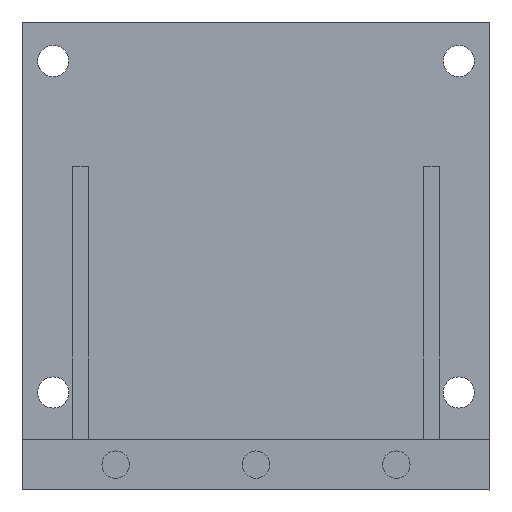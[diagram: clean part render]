
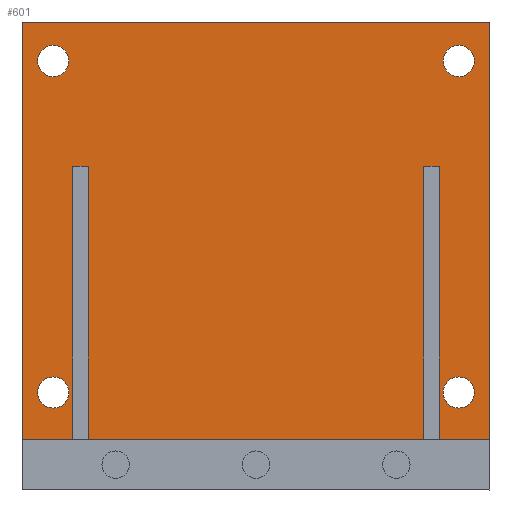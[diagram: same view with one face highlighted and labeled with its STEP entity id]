
A CAD part, front view. The second image highlights one B-rep face of the part: STEP entity #601.
In plain terms, the highlighted planar face has unit normal (0, -1, 0).
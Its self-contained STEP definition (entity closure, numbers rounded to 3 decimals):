
#30=FACE_BOUND('',#127,.T.);
#31=FACE_BOUND('',#128,.T.);
#32=FACE_BOUND('',#129,.T.);
#33=FACE_BOUND('',#130,.T.);
#56=PLANE('',#785);
#86=FACE_OUTER_BOUND('',#126,.T.);
#126=EDGE_LOOP('',(#516,#517,#518,#519,#520,#521,#522,#523,#524,#525,#526,
#527));
#127=EDGE_LOOP('',(#528));
#128=EDGE_LOOP('',(#529));
#129=EDGE_LOOP('',(#530));
#130=EDGE_LOOP('',(#531));
#155=LINE('',#1056,#209);
#159=LINE('',#1064,#213);
#162=LINE('',#1070,#216);
#166=LINE('',#1079,#220);
#170=LINE('',#1087,#224);
#173=LINE('',#1093,#227);
#177=LINE('',#1101,#231);
#181=LINE('',#1108,#235);
#182=LINE('',#1109,#236);
#183=LINE('',#1115,#237);
#190=LINE('',#1128,#244);
#191=LINE('',#1129,#245);
#209=VECTOR('',#887,10.);
#213=VECTOR('',#893,10.);
#216=VECTOR('',#898,10.);
#220=VECTOR('',#906,10.);
#224=VECTOR('',#912,10.);
#227=VECTOR('',#917,10.);
#231=VECTOR('',#925,10.);
#235=VECTOR('',#929,10.);
#236=VECTOR('',#930,10.);
#237=VECTOR('',#935,10.);
#244=VECTOR('',#946,10.);
#245=VECTOR('',#947,10.);
#266=CIRCLE('',#762,2.);
#268=CIRCLE('',#765,2.);
#270=CIRCLE('',#768,2.);
#272=CIRCLE('',#771,2.);
#292=VERTEX_POINT('',#1030);
#294=VERTEX_POINT('',#1036);
#296=VERTEX_POINT('',#1042);
#298=VERTEX_POINT('',#1048);
#300=VERTEX_POINT('',#1054);
#301=VERTEX_POINT('',#1055);
#304=VERTEX_POINT('',#1063);
#306=VERTEX_POINT('',#1069);
#308=VERTEX_POINT('',#1077);
#309=VERTEX_POINT('',#1078);
#312=VERTEX_POINT('',#1086);
#314=VERTEX_POINT('',#1092);
#316=VERTEX_POINT('',#1100);
#319=VERTEX_POINT('',#1106);
#321=VERTEX_POINT('',#1113);
#322=VERTEX_POINT('',#1114);
#351=EDGE_CURVE('',#292,#292,#266,.T.);
#354=EDGE_CURVE('',#294,#294,#268,.T.);
#357=EDGE_CURVE('',#296,#296,#270,.T.);
#360=EDGE_CURVE('',#298,#298,#272,.T.);
#363=EDGE_CURVE('',#300,#301,#155,.T.);
#367=EDGE_CURVE('',#301,#304,#159,.T.);
#370=EDGE_CURVE('',#306,#300,#162,.T.);
#374=EDGE_CURVE('',#308,#309,#166,.T.);
#378=EDGE_CURVE('',#309,#312,#170,.T.);
#381=EDGE_CURVE('',#314,#308,#173,.T.);
#385=EDGE_CURVE('',#316,#306,#177,.T.);
#389=EDGE_CURVE('',#312,#319,#181,.T.);
#390=EDGE_CURVE('',#304,#314,#182,.T.);
#392=EDGE_CURVE('',#321,#322,#183,.T.);
#399=EDGE_CURVE('',#322,#319,#190,.T.);
#400=EDGE_CURVE('',#316,#321,#191,.T.);
#516=ORIENTED_EDGE('',*,*,#367,.T.);
#517=ORIENTED_EDGE('',*,*,#390,.T.);
#518=ORIENTED_EDGE('',*,*,#381,.T.);
#519=ORIENTED_EDGE('',*,*,#374,.T.);
#520=ORIENTED_EDGE('',*,*,#378,.T.);
#521=ORIENTED_EDGE('',*,*,#389,.T.);
#522=ORIENTED_EDGE('',*,*,#399,.F.);
#523=ORIENTED_EDGE('',*,*,#392,.F.);
#524=ORIENTED_EDGE('',*,*,#400,.F.);
#525=ORIENTED_EDGE('',*,*,#385,.T.);
#526=ORIENTED_EDGE('',*,*,#370,.T.);
#527=ORIENTED_EDGE('',*,*,#363,.T.);
#528=ORIENTED_EDGE('',*,*,#351,.T.);
#529=ORIENTED_EDGE('',*,*,#354,.T.);
#530=ORIENTED_EDGE('',*,*,#357,.T.);
#531=ORIENTED_EDGE('',*,*,#360,.T.);
#601=ADVANCED_FACE('',(#86,#30,#31,#32,#33),#56,.F.);
#762=AXIS2_PLACEMENT_3D('',#1031,#859,#860);
#765=AXIS2_PLACEMENT_3D('',#1037,#866,#867);
#768=AXIS2_PLACEMENT_3D('',#1043,#873,#874);
#771=AXIS2_PLACEMENT_3D('',#1049,#880,#881);
#785=AXIS2_PLACEMENT_3D('',#1127,#944,#945);
#859=DIRECTION('center_axis',(0.,1.,0.));
#860=DIRECTION('ref_axis',(1.,0.,0.));
#866=DIRECTION('center_axis',(0.,1.,0.));
#867=DIRECTION('ref_axis',(1.,0.,0.));
#873=DIRECTION('center_axis',(0.,1.,0.));
#874=DIRECTION('ref_axis',(1.,0.,0.));
#880=DIRECTION('center_axis',(0.,1.,0.));
#881=DIRECTION('ref_axis',(1.,0.,0.));
#887=DIRECTION('',(1.,0.,0.));
#893=DIRECTION('',(0.,0.,-1.));
#898=DIRECTION('',(0.,0.,1.));
#906=DIRECTION('',(1.,0.,0.));
#912=DIRECTION('',(0.,0.,-1.));
#917=DIRECTION('',(0.,0.,1.));
#925=DIRECTION('',(1.,0.,0.));
#929=DIRECTION('',(1.,0.,0.));
#930=DIRECTION('',(1.,0.,0.));
#935=DIRECTION('',(1.,0.,0.));
#944=DIRECTION('center_axis',(0.,1.,0.));
#945=DIRECTION('ref_axis',(0.,0.,1.));
#946=DIRECTION('',(0.,0.,-1.));
#947=DIRECTION('',(0.,0.,1.));
#1030=CARTESIAN_POINT('',(-16.87,-152.335,215.95));
#1031=CARTESIAN_POINT('Origin',(-14.87,-152.335,215.95));
#1036=CARTESIAN_POINT('',(-68.87,-152.335,173.45));
#1037=CARTESIAN_POINT('Origin',(-66.87,-152.335,173.45));
#1042=CARTESIAN_POINT('',(-16.87,-152.335,173.45));
#1043=CARTESIAN_POINT('Origin',(-14.87,-152.335,173.45));
#1048=CARTESIAN_POINT('',(-68.87,-152.335,215.95));
#1049=CARTESIAN_POINT('Origin',(-66.87,-152.335,215.95));
#1054=CARTESIAN_POINT('',(-64.37,-152.335,202.45));
#1055=CARTESIAN_POINT('',(-62.37,-152.335,202.45));
#1056=CARTESIAN_POINT('',(-51.62,-152.335,202.45));
#1063=CARTESIAN_POINT('',(-62.37,-152.335,167.45));
#1064=CARTESIAN_POINT('',(-62.37,-152.335,179.2));
#1069=CARTESIAN_POINT('',(-64.37,-152.335,167.45));
#1070=CARTESIAN_POINT('',(-64.37,-152.335,196.7));
#1077=CARTESIAN_POINT('',(-19.37,-152.335,202.45));
#1078=CARTESIAN_POINT('',(-17.37,-152.335,202.45));
#1079=CARTESIAN_POINT('',(-29.12,-152.335,202.45));
#1086=CARTESIAN_POINT('',(-17.37,-152.335,167.45));
#1087=CARTESIAN_POINT('',(-17.37,-152.335,179.2));
#1092=CARTESIAN_POINT('',(-19.37,-152.335,167.45));
#1093=CARTESIAN_POINT('',(-19.37,-152.335,196.7));
#1100=CARTESIAN_POINT('',(-70.87,-152.335,167.45));
#1101=CARTESIAN_POINT('',(-70.87,-152.335,167.45));
#1106=CARTESIAN_POINT('',(-10.87,-152.335,167.45));
#1108=CARTESIAN_POINT('',(-70.87,-152.335,167.45));
#1109=CARTESIAN_POINT('',(-70.87,-152.335,167.45));
#1113=CARTESIAN_POINT('',(-70.87,-152.335,220.95));
#1114=CARTESIAN_POINT('',(-10.87,-152.335,220.95));
#1115=CARTESIAN_POINT('',(-70.87,-152.335,220.95));
#1127=CARTESIAN_POINT('Origin',(-40.87,-152.335,190.95));
#1128=CARTESIAN_POINT('',(-10.87,-152.335,220.95));
#1129=CARTESIAN_POINT('',(-70.87,-152.335,160.95));
